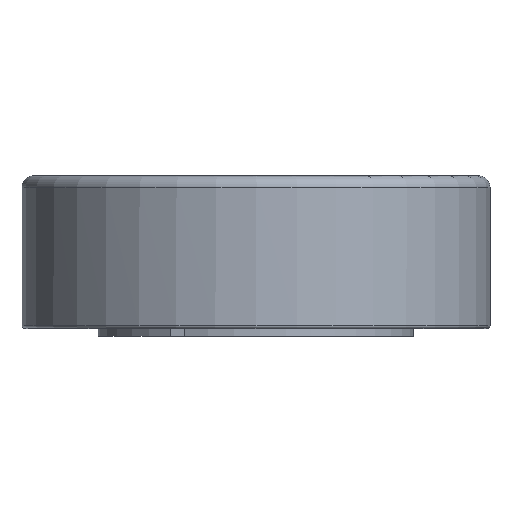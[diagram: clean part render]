
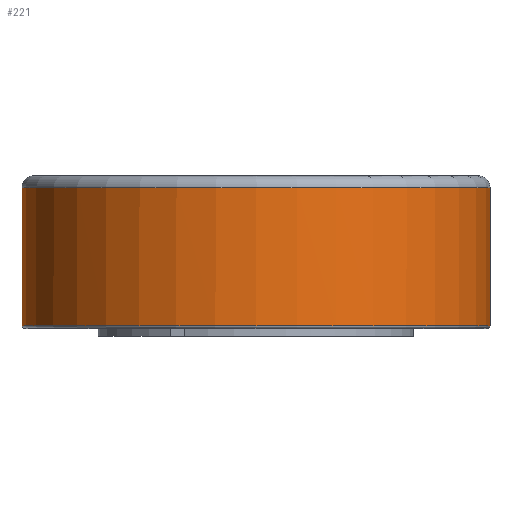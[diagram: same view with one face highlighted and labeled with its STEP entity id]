
A CAD part, front view. The second image highlights one B-rep face of the part: STEP entity #221.
In plain terms, the highlighted cylindrical face has radius 2 mm (diameter 4 mm), a partial arc.
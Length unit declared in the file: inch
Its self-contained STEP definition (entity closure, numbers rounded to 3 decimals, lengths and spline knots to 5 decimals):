
#11 = VERTEX_POINT ( 'NONE', #1416 ) ;
#29 = VERTEX_POINT ( 'NONE', #867 ) ;
#50 = DIRECTION ( 'NONE',  ( -1., 0., 0. ) ) ;
#61 = DIRECTION ( 'NONE',  ( -1., 0., 0. ) ) ;
#122 = DIRECTION ( 'NONE',  ( 0., 0., 1. ) ) ;
#146 = DIRECTION ( 'NONE',  ( 0., 0., -1. ) ) ;
#159 = FACE_OUTER_BOUND ( 'NONE', #1228, .T. ) ;
#213 = DIRECTION ( 'NONE',  ( 0., 0., -1. ) ) ;
#221 = ADVANCED_FACE ( 'NONE', ( #159 ), #755, .T. ) ;
#251 = DIRECTION ( 'NONE',  ( 0., 0., 1. ) ) ;
#296 = CARTESIAN_POINT ( 'NONE',  ( -0.07874, 0., -0.05395 ) ) ;
#323 = DIRECTION ( 'NONE',  ( 0., 0., 1. ) ) ;
#341 = ORIENTED_EDGE ( 'NONE', *, *, #1507, .T. ) ;
#365 = EDGE_CURVE ( 'NONE', #1501, #478, #450, .T. ) ;
#401 = CARTESIAN_POINT ( 'NONE',  ( 0.07874, 0., -0.05395 ) ) ;
#450 = CIRCLE ( 'NONE', #1513, 0.07874 ) ;
#478 = VERTEX_POINT ( 'NONE', #1687 ) ;
#668 = ORIENTED_EDGE ( 'NONE', *, *, #1538, .T. ) ;
#697 = CARTESIAN_POINT ( 'NONE',  ( 0., 0., -0.05039 ) ) ;
#700 = EDGE_CURVE ( 'NONE', #29, #11, #889, .T. ) ;
#736 = CIRCLE ( 'NONE', #856, 0.07874 ) ;
#755 = CYLINDRICAL_SURFACE ( 'NONE', #911, 0.07874 ) ;
#773 = CIRCLE ( 'NONE', #1378, 0.07874 ) ;
#791 = ORIENTED_EDGE ( 'NONE', *, *, #1032, .T. ) ;
#848 = DIRECTION ( 'NONE',  ( 1., 0., 0. ) ) ;
#856 = AXIS2_PLACEMENT_3D ( 'NONE', #1241, #213, #61 ) ;
#867 = CARTESIAN_POINT ( 'NONE',  ( -0.07874, 0., -0.05039 ) ) ;
#889 = LINE ( 'NONE', #296, #1151 ) ;
#911 = AXIS2_PLACEMENT_3D ( 'NONE', #1594, #323, #1324 ) ;
#947 = CARTESIAN_POINT ( 'NONE',  ( 0.07874, 0., -0.05039 ) ) ;
#1032 = EDGE_CURVE ( 'NONE', #478, #11, #736, .T. ) ;
#1082 = ORIENTED_EDGE ( 'NONE', *, *, #700, .F. ) ;
#1138 = LINE ( 'NONE', #401, #1256 ) ;
#1151 = VECTOR ( 'NONE', #1472, 39.37008 ) ;
#1228 = EDGE_LOOP ( 'NONE', ( #341, #668, #1364, #791, #1082 ) ) ;
#1241 = CARTESIAN_POINT ( 'NONE',  ( 0., 0., -0.00394 ) ) ;
#1256 = VECTOR ( 'NONE', #122, 39.37008 ) ;
#1263 = CARTESIAN_POINT ( 'NONE',  ( 0.07874, 0., -0.00394 ) ) ;
#1275 = VERTEX_POINT ( 'NONE', #947 ) ;
#1324 = DIRECTION ( 'NONE',  ( -1., 0., 0. ) ) ;
#1364 = ORIENTED_EDGE ( 'NONE', *, *, #365, .T. ) ;
#1378 = AXIS2_PLACEMENT_3D ( 'NONE', #697, #251, #848 ) ;
#1416 = CARTESIAN_POINT ( 'NONE',  ( -0.07874, 0., -0.00394 ) ) ;
#1472 = DIRECTION ( 'NONE',  ( 0., 0., 1. ) ) ;
#1478 = CARTESIAN_POINT ( 'NONE',  ( 0., 0., -0.00394 ) ) ;
#1501 = VERTEX_POINT ( 'NONE', #1263 ) ;
#1507 = EDGE_CURVE ( 'NONE', #29, #1275, #773, .T. ) ;
#1513 = AXIS2_PLACEMENT_3D ( 'NONE', #1478, #146, #50 ) ;
#1538 = EDGE_CURVE ( 'NONE', #1275, #1501, #1138, .T. ) ;
#1594 = CARTESIAN_POINT ( 'NONE',  ( 0., 0., -0.05395 ) ) ;
#1687 = CARTESIAN_POINT ( 'NONE',  ( -0.07874, -0.00034, -0.00394 ) ) ;
